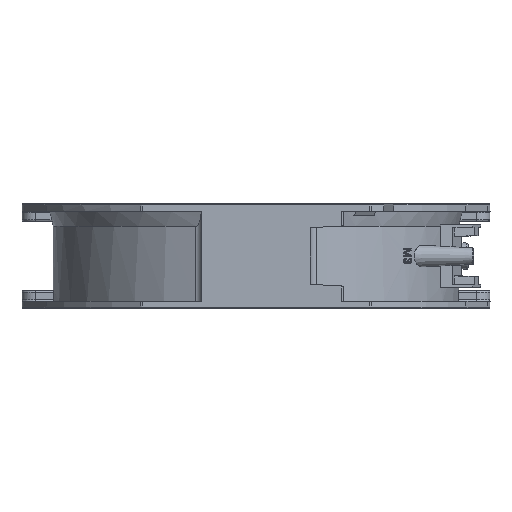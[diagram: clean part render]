
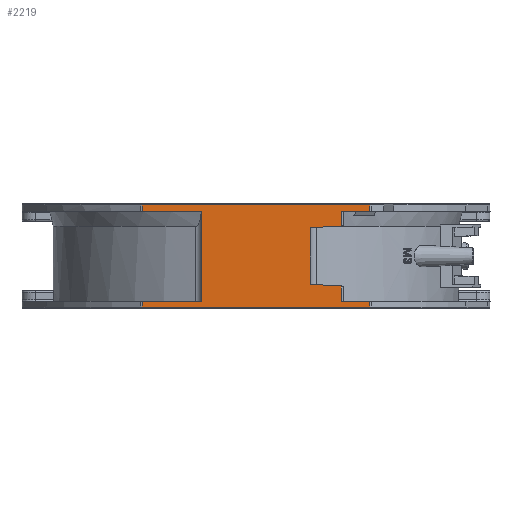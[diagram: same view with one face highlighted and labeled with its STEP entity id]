
A CAD part, front view. The second image highlights one B-rep face of the part: STEP entity #2219.
In plain terms, the highlighted planar face has unit normal (0, -1, 0).
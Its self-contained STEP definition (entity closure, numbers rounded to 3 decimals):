
#425 = CARTESIAN_POINT ( 'NONE',  ( -20., -75., -35.9 ) ) ;
#932 = CARTESIAN_POINT ( 'NONE',  ( -42.083, -75., 0. ) ) ;
#997 = ORIENTED_EDGE ( 'NONE', *, *, #11562, .T. ) ;
#1221 = EDGE_CURVE ( 'NONE', #10198, #12737, #19744, .T. ) ;
#1414 = VERTEX_POINT ( 'NONE', #21110 ) ;
#1470 = CARTESIAN_POINT ( 'NONE',  ( 31.25, -75., -30.261 ) ) ;
#1599 = LINE ( 'NONE', #6482, #4528 ) ;
#1866 = VECTOR ( 'NONE', #21597, 1000. ) ;
#1871 = CARTESIAN_POINT ( 'NONE',  ( -42.083, -75., -38. ) ) ;
#1909 = EDGE_CURVE ( 'NONE', #1414, #18500, #8074, .T. ) ;
#2009 = VECTOR ( 'NONE', #7008, 1000. ) ;
#2015 = CARTESIAN_POINT ( 'NONE',  ( -41.821, -75., -0.5 ) ) ;
#2219 = ADVANCED_FACE ( 'NONE', ( #12580 ), #9447, .T. ) ;
#2305 = VERTEX_POINT ( 'NONE', #17945 ) ;
#2464 = DIRECTION ( 'NONE',  ( 0., 0., -1. ) ) ;
#2524 = EDGE_CURVE ( 'NONE', #16787, #4187, #14407, .T. ) ;
#2561 = ORIENTED_EDGE ( 'NONE', *, *, #16088, .T. ) ;
#2823 = CARTESIAN_POINT ( 'NONE',  ( -42.083, -75., -2.8 ) ) ;
#3166 = AXIS2_PLACEMENT_3D ( 'NONE', #932, #11015, #21272 ) ;
#3392 = CARTESIAN_POINT ( 'NONE',  ( -41.821, -75., -2.8 ) ) ;
#3462 = VECTOR ( 'NONE', #17745, 1000. ) ;
#3591 = DIRECTION ( 'NONE',  ( 1., 0., 0. ) ) ;
#3672 = VERTEX_POINT ( 'NONE', #5048 ) ;
#3797 = VECTOR ( 'NONE', #2464, 1000. ) ;
#4101 = CARTESIAN_POINT ( 'NONE',  ( -20., -75., 0. ) ) ;
#4187 = VERTEX_POINT ( 'NONE', #12726 ) ;
#4212 = VERTEX_POINT ( 'NONE', #9744 ) ;
#4271 = LINE ( 'NONE', #15819, #3462 ) ;
#4528 = VECTOR ( 'NONE', #9872, 1000. ) ;
#4551 = VECTOR ( 'NONE', #19204, 1000. ) ;
#5009 = VERTEX_POINT ( 'NONE', #20654 ) ;
#5048 = CARTESIAN_POINT ( 'NONE',  ( 31.25, -75., -30.261 ) ) ;
#5137 = LINE ( 'NONE', #4101, #3797 ) ;
#5200 = LINE ( 'NONE', #6937, #2009 ) ;
#5242 = EDGE_CURVE ( 'NONE', #17954, #2305, #21099, .T. ) ;
#5409 = CARTESIAN_POINT ( 'NONE',  ( 41.821, -75., -2.8 ) ) ;
#5630 = EDGE_CURVE ( 'NONE', #11598, #19766, #11047, .T. ) ;
#5670 = ORIENTED_EDGE ( 'NONE', *, *, #18045, .T. ) ;
#5896 = EDGE_CURVE ( 'NONE', #18500, #11598, #5200, .T. ) ;
#6482 = CARTESIAN_POINT ( 'NONE',  ( -41.821, -75., 0. ) ) ;
#6540 = VECTOR ( 'NONE', #9759, 1000. ) ;
#6937 = CARTESIAN_POINT ( 'NONE',  ( 31.25, -75., 0. ) ) ;
#7008 = DIRECTION ( 'NONE',  ( 0., 0., 1. ) ) ;
#7235 = VECTOR ( 'NONE', #19801, 1000. ) ;
#7394 = LINE ( 'NONE', #14716, #20337 ) ;
#7495 = VECTOR ( 'NONE', #9192, 1000. ) ;
#7776 = CARTESIAN_POINT ( 'NONE',  ( 31.25, -75., 0. ) ) ;
#7974 = CARTESIAN_POINT ( 'NONE',  ( 41.821, -75., 0. ) ) ;
#8043 = VECTOR ( 'NONE', #8988, 1000. ) ;
#8053 = EDGE_CURVE ( 'NONE', #4187, #17954, #5137, .T. ) ;
#8074 = LINE ( 'NONE', #10594, #10714 ) ;
#8610 = EDGE_CURVE ( 'NONE', #12737, #5009, #21798, .T. ) ;
#8929 = CARTESIAN_POINT ( 'NONE',  ( -42.083, -75., -35.9 ) ) ;
#8981 = EDGE_CURVE ( 'NONE', #4212, #1414, #14912, .T. ) ;
#8988 = DIRECTION ( 'NONE',  ( 0., 0., 1. ) ) ;
#9192 = DIRECTION ( 'NONE',  ( 0., 0., 1. ) ) ;
#9341 = CARTESIAN_POINT ( 'NONE',  ( -41.821, -75., 0. ) ) ;
#9447 = PLANE ( 'NONE',  #3166 ) ;
#9506 = CARTESIAN_POINT ( 'NONE',  ( 31.25, -75., -8.239 ) ) ;
#9744 = CARTESIAN_POINT ( 'NONE',  ( 20., -75., -29.671 ) ) ;
#9759 = DIRECTION ( 'NONE',  ( 1., 0., 0. ) ) ;
#9872 = DIRECTION ( 'NONE',  ( 0., 0., -1. ) ) ;
#9908 = ORIENTED_EDGE ( 'NONE', *, *, #8610, .T. ) ;
#10121 = LINE ( 'NONE', #7776, #7495 ) ;
#10164 = CARTESIAN_POINT ( 'NONE',  ( 31.25, -75., -2.8 ) ) ;
#10198 = VERTEX_POINT ( 'NONE', #18578 ) ;
#10278 = CARTESIAN_POINT ( 'NONE',  ( 41.821, -75., -0.5 ) ) ;
#10535 = ORIENTED_EDGE ( 'NONE', *, *, #1221, .T. ) ;
#10594 = CARTESIAN_POINT ( 'NONE',  ( 20., -75., -8.829 ) ) ;
#10714 = VECTOR ( 'NONE', #14137, 1000. ) ;
#10862 = LINE ( 'NONE', #9341, #19597 ) ;
#11015 = DIRECTION ( 'NONE',  ( 0., -1., 0. ) ) ;
#11029 = DIRECTION ( 'NONE',  ( 0., 0., 1. ) ) ;
#11047 = LINE ( 'NONE', #2823, #6540 ) ;
#11293 = VECTOR ( 'NONE', #11975, 1000. ) ;
#11317 = EDGE_CURVE ( 'NONE', #5009, #18679, #21473, .T. ) ;
#11562 = EDGE_CURVE ( 'NONE', #15895, #16787, #1599, .T. ) ;
#11598 = VERTEX_POINT ( 'NONE', #10164 ) ;
#11975 = DIRECTION ( 'NONE',  ( -1., 0., 0. ) ) ;
#12045 = VECTOR ( 'NONE', #3591, 1000. ) ;
#12076 = ORIENTED_EDGE ( 'NONE', *, *, #5896, .T. ) ;
#12405 = EDGE_CURVE ( 'NONE', #2305, #10198, #10862, .T. ) ;
#12580 = FACE_OUTER_BOUND ( 'NONE', #14969, .T. ) ;
#12726 = CARTESIAN_POINT ( 'NONE',  ( -20., -75., -2.8 ) ) ;
#12737 = VERTEX_POINT ( 'NONE', #17693 ) ;
#12830 = ORIENTED_EDGE ( 'NONE', *, *, #17806, .T. ) ;
#12940 = ORIENTED_EDGE ( 'NONE', *, *, #5630, .T. ) ;
#12986 = LINE ( 'NONE', #1470, #1866 ) ;
#13234 = ORIENTED_EDGE ( 'NONE', *, *, #12405, .T. ) ;
#14090 = ORIENTED_EDGE ( 'NONE', *, *, #8053, .T. ) ;
#14137 = DIRECTION ( 'NONE',  ( 0.999, 0., 0.052 ) ) ;
#14407 = LINE ( 'NONE', #15185, #18345 ) ;
#14716 = CARTESIAN_POINT ( 'NONE',  ( 41.821, -75., 0. ) ) ;
#14912 = LINE ( 'NONE', #21119, #8043 ) ;
#14969 = EDGE_LOOP ( 'NONE', ( #17352, #5670, #997, #19759, #14090, #17737, #13234, #10535, #9908, #19916, #2561, #12830, #16820, #17324, #12076, #12940 ) ) ;
#15185 = CARTESIAN_POINT ( 'NONE',  ( -42.083, -75., -2.8 ) ) ;
#15260 = DIRECTION ( 'NONE',  ( 1., 0., 0. ) ) ;
#15306 = CARTESIAN_POINT ( 'NONE',  ( -42.083, -75., -35.9 ) ) ;
#15819 = CARTESIAN_POINT ( 'NONE',  ( -42.083, -75., -0.5 ) ) ;
#15895 = VERTEX_POINT ( 'NONE', #2015 ) ;
#16088 = EDGE_CURVE ( 'NONE', #18679, #3672, #10121, .T. ) ;
#16202 = DIRECTION ( 'NONE',  ( 0., 0., -1. ) ) ;
#16787 = VERTEX_POINT ( 'NONE', #3392 ) ;
#16820 = ORIENTED_EDGE ( 'NONE', *, *, #8981, .T. ) ;
#17324 = ORIENTED_EDGE ( 'NONE', *, *, #1909, .T. ) ;
#17352 = ORIENTED_EDGE ( 'NONE', *, *, #19902, .T. ) ;
#17693 = CARTESIAN_POINT ( 'NONE',  ( 41.821, -75., -38. ) ) ;
#17737 = ORIENTED_EDGE ( 'NONE', *, *, #5242, .T. ) ;
#17745 = DIRECTION ( 'NONE',  ( -1., 0., 0. ) ) ;
#17806 = EDGE_CURVE ( 'NONE', #3672, #4212, #12986, .T. ) ;
#17931 = VERTEX_POINT ( 'NONE', #10278 ) ;
#17945 = CARTESIAN_POINT ( 'NONE',  ( -41.821, -75., -35.9 ) ) ;
#17954 = VERTEX_POINT ( 'NONE', #425 ) ;
#18045 = EDGE_CURVE ( 'NONE', #17931, #15895, #4271, .T. ) ;
#18284 = CARTESIAN_POINT ( 'NONE',  ( 31.25, -75., -35.9 ) ) ;
#18345 = VECTOR ( 'NONE', #15260, 1000. ) ;
#18500 = VERTEX_POINT ( 'NONE', #9506 ) ;
#18578 = CARTESIAN_POINT ( 'NONE',  ( -41.821, -75., -38. ) ) ;
#18679 = VERTEX_POINT ( 'NONE', #18284 ) ;
#19204 = DIRECTION ( 'NONE',  ( -1., 0., 0. ) ) ;
#19597 = VECTOR ( 'NONE', #16202, 1000. ) ;
#19744 = LINE ( 'NONE', #1871, #12045 ) ;
#19759 = ORIENTED_EDGE ( 'NONE', *, *, #2524, .T. ) ;
#19766 = VERTEX_POINT ( 'NONE', #5409 ) ;
#19801 = DIRECTION ( 'NONE',  ( 0., 0., 1. ) ) ;
#19902 = EDGE_CURVE ( 'NONE', #19766, #17931, #7394, .T. ) ;
#19916 = ORIENTED_EDGE ( 'NONE', *, *, #11317, .T. ) ;
#20337 = VECTOR ( 'NONE', #11029, 1000. ) ;
#20654 = CARTESIAN_POINT ( 'NONE',  ( 41.821, -75., -35.9 ) ) ;
#21099 = LINE ( 'NONE', #15306, #11293 ) ;
#21110 = CARTESIAN_POINT ( 'NONE',  ( 20., -75., -8.829 ) ) ;
#21119 = CARTESIAN_POINT ( 'NONE',  ( 20., -75., 0. ) ) ;
#21272 = DIRECTION ( 'NONE',  ( 0., 0., -1. ) ) ;
#21473 = LINE ( 'NONE', #8929, #4551 ) ;
#21597 = DIRECTION ( 'NONE',  ( -0.999, 0., 0.052 ) ) ;
#21798 = LINE ( 'NONE', #7974, #7235 ) ;
